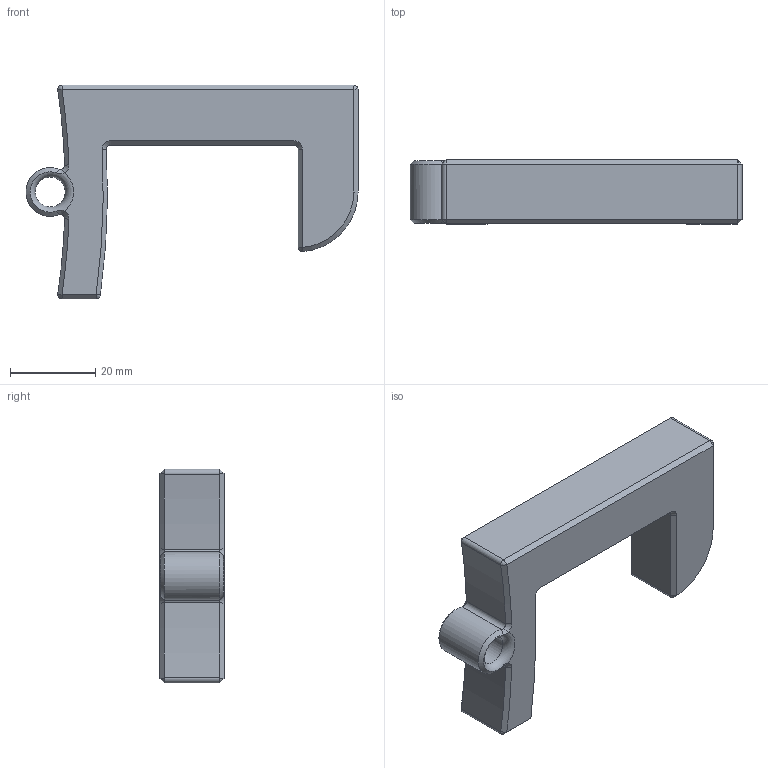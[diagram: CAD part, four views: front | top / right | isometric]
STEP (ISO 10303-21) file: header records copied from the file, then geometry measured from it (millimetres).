
FILE_DESCRIPTION(/* description */ (''),/* implementation_level */ '2;1');
FILE_NAME(/* name */ 'segurador de porta v6.step',/* time_stamp */ '2024-10-22T15:00:05-03:00',/* author */ (''),/* organization */ (''),/* preprocessor_version */ 'ST-DEVELOPER v20',/* originating_system */ 'Autodesk Translation Framework v13.20.0.188',/* authorisation */ '');
FILE_SCHEMA (('AUTOMOTIVE_DESIGN { 1 0 10303 214 3 1 1 }'));
Length unit declared in the file: millimetre
Products named in the file (1): segurador de porta
Bounding box: 77.73 x 15 x 50 mm (x, y, z)
Volume: 25002.7 mm3; surface area: 7728.7 mm2
Topology: 1 solids, 1 shells, 66 faces, 156 edges, 80 vertices
Faces by surface type: cone 26, plane 17, cylinder 15, bspline 6, torus 2
Full cylindrical faces by diameter (mm): 7 x1
Entity records: 1983 total; most frequent: CARTESIAN_POINT 521, DIRECTION 304, ORIENTED_EDGE 292, EDGE_CURVE 146, AXIS2_PLACEMENT_3D 111, LINE 82, VECTOR 82, VERTEX_POINT 80
